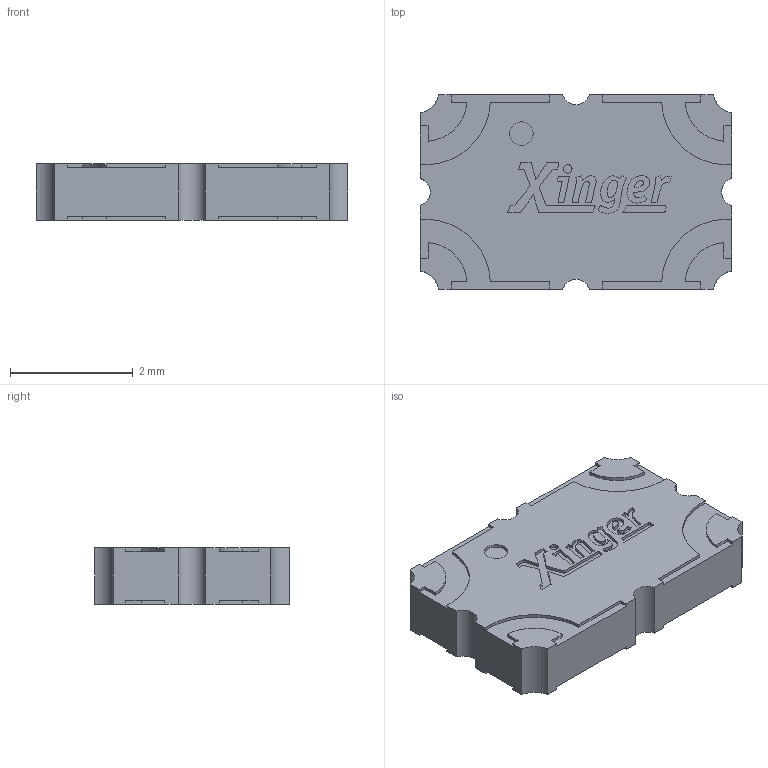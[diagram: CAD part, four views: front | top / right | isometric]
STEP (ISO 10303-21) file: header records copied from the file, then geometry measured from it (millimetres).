
FILE_DESCRIPTION (( 'STEP AP203' ), '1' );
FILE_NAME ('XMC0102F1-20G.STEP', '2025-07-11T17:54:32', ( '' ), ( '' ), 'SwSTEP 2.0', 'SolidWorks 2023', '' );
FILE_SCHEMA (( 'CONFIG_CONTROL_DESIGN' ));
Length unit declared in the file: inch
Products named in the file (1): XMC0102F1-20G
Bounding box: 5.08 x 3.17 x 0.91 mm (x, y, z)
Volume: 13.9 mm3; surface area: 48.5 mm2
Topology: 1 solids, 1 shells, 265 faces, 753 edges, 502 vertices
Faces by surface type: plane 156, cylinder 109
Entity records: 8724 total; most frequent: CARTESIAN_POINT 1521, ORIENTED_EDGE 1506, DIRECTION 1503, EDGE_CURVE 753, LINE 535, VECTOR 535, VERTEX_POINT 502, AXIS2_PLACEMENT_3D 484
